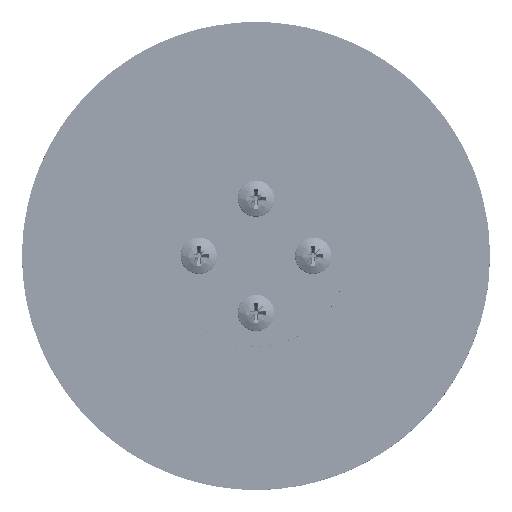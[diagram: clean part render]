
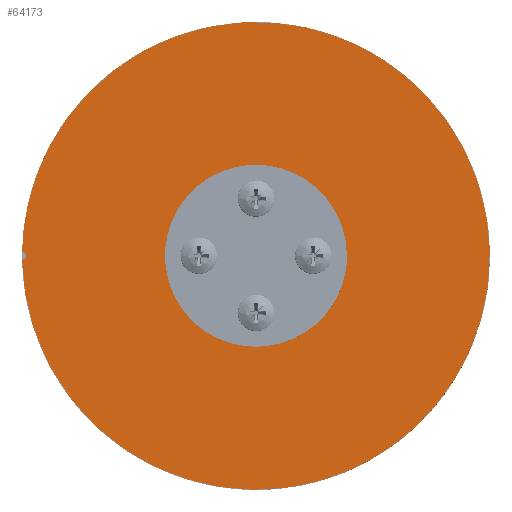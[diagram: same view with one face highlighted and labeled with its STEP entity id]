
A CAD part, top view. The second image highlights one B-rep face of the part: STEP entity #64173.
In plain terms, the highlighted free-form (B-spline) face has degree [1, 1] with [2, 2] control points.
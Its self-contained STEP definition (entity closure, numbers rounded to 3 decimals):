
#64132 = VERTEX_POINT('',#64133);
#64133 = CARTESIAN_POINT('',(-60.625,1.011,
    39.749));
#64138 = EDGE_CURVE('',#64132,#64139,#64141,.T.);
#64139 = VERTEX_POINT('',#64140);
#64140 = CARTESIAN_POINT('',(-60.625,-1.011,
    39.749));
#64141 = ( BOUNDED_CURVE() B_SPLINE_CURVE(2,(#64142,#64143,#64144,#64145
,#64146),.UNSPECIFIED.,.F.,.F.) B_SPLINE_CURVE_WITH_KNOTS((3,2,3),(0.,
1.562,3.125),.PIECEWISE_BEZIER_KNOTS.) CURVE() 
GEOMETRIC_REPRESENTATION_ITEM() RATIONAL_B_SPLINE_CURVE((1.,
0.71,1.,0.71,1.)) REPRESENTATION_ITEM('') );
#64142 = CARTESIAN_POINT('',(-60.625,1.011,
    39.749));
#64143 = CARTESIAN_POINT('',(-59.623,1.002,
    39.749));
#64144 = CARTESIAN_POINT('',(-59.623,0.,
    39.749));
#64145 = CARTESIAN_POINT('',(-59.623,-1.002,
    39.749));
#64146 = CARTESIAN_POINT('',(-60.625,-1.011,
    39.749));
#64173 = ADVANCED_FACE('',(#64174,#64187,#64201,#64215,#64229,#64243),
  #64257,.T.);
#64174 = FACE_BOUND('',#64175,.T.);
#64175 = EDGE_LOOP('',(#64176,#64177));
#64176 = ORIENTED_EDGE('',*,*,#64138,.T.);
#64177 = ORIENTED_EDGE('',*,*,#64178,.T.);
#64178 = EDGE_CURVE('',#64139,#64132,#64179,.T.);
#64179 = ( BOUNDED_CURVE() B_SPLINE_CURVE(2,(#64180,#64181,#64182,#64183
    ,#64184,#64185,#64186),.UNSPECIFIED.,.F.,.F.) 
B_SPLINE_CURVE_WITH_KNOTS((3,2,2,3),(3.158,5.242,
7.325,9.408),.PIECEWISE_BEZIER_KNOTS.) CURVE() 
GEOMETRIC_REPRESENTATION_ITEM() RATIONAL_B_SPLINE_CURVE((1.,
    0.505,1.,0.505,1.,0.505,1.)) 
REPRESENTATION_ITEM('') );
#64180 = CARTESIAN_POINT('',(-60.625,-1.011,
    39.749));
#64181 = CARTESIAN_POINT('',(-58.897,-104.682,
    39.749));
#64182 = CARTESIAN_POINT('',(30.608,-52.341,
    39.749));
#64183 = CARTESIAN_POINT('',(120.113,0.,
    39.749));
#64184 = CARTESIAN_POINT('',(30.608,52.341,
    39.749));
#64185 = CARTESIAN_POINT('',(-58.897,104.682,
    39.749));
#64186 = CARTESIAN_POINT('',(-60.625,1.011,
    39.749));
#64187 = FACE_BOUND('',#64188,.T.);
#64188 = EDGE_LOOP('',(#64189));
#64189 = ORIENTED_EDGE('',*,*,#64190,.T.);
#64190 = EDGE_CURVE('',#64191,#64191,#64193,.T.);
#64191 = VERTEX_POINT('',#64192);
#64192 = CARTESIAN_POINT('',(-6.737,0.,
    39.749));
#64193 = ( BOUNDED_CURVE() B_SPLINE_CURVE(2,(#64194,#64195,#64196,#64197
    ,#64198,#64199,#64200),.UNSPECIFIED.,.T.,.F.) 
B_SPLINE_CURVE_WITH_KNOTS((3,2,2,3),(3.142,5.236,
7.33,9.425),.PIECEWISE_BEZIER_KNOTS.) CURVE() 
GEOMETRIC_REPRESENTATION_ITEM() RATIONAL_B_SPLINE_CURVE((1.,0.5,1.,0.5,
1.,0.5,1.)) REPRESENTATION_ITEM('') );
#64194 = CARTESIAN_POINT('',(-6.737,0.,
    39.749));
#64195 = CARTESIAN_POINT('',(-6.737,11.669,
    39.749));
#64196 = CARTESIAN_POINT('',(3.369,5.834,
    39.749));
#64197 = CARTESIAN_POINT('',(13.474,0.,
    39.749));
#64198 = CARTESIAN_POINT('',(3.369,-5.834,
    39.749));
#64199 = CARTESIAN_POINT('',(-6.737,-11.669,
    39.749));
#64200 = CARTESIAN_POINT('',(-6.737,0.,
    39.749));
#64201 = FACE_BOUND('',#64202,.T.);
#64202 = EDGE_LOOP('',(#64203));
#64203 = ORIENTED_EDGE('',*,*,#64204,.T.);
#64204 = EDGE_CURVE('',#64205,#64205,#64207,.T.);
#64205 = VERTEX_POINT('',#64206);
#64206 = CARTESIAN_POINT('',(-17.718,0.,
    39.749));
#64207 = ( BOUNDED_CURVE() B_SPLINE_CURVE(2,(#64208,#64209,#64210,#64211
    ,#64212,#64213,#64214),.UNSPECIFIED.,.T.,.F.) 
B_SPLINE_CURVE_WITH_KNOTS((3,2,2,3),(3.142,5.236,
7.33,9.425),.PIECEWISE_BEZIER_KNOTS.) CURVE() 
GEOMETRIC_REPRESENTATION_ITEM() RATIONAL_B_SPLINE_CURVE((1.,0.5,1.,0.5,
1.,0.5,1.)) REPRESENTATION_ITEM('') );
#64208 = CARTESIAN_POINT('',(-17.718,0.,
    39.749));
#64209 = CARTESIAN_POINT('',(-17.718,5.018,
    39.749));
#64210 = CARTESIAN_POINT('',(-13.373,2.509,
    39.749));
#64211 = CARTESIAN_POINT('',(-9.028,0.,
    39.749));
#64212 = CARTESIAN_POINT('',(-13.373,-2.509,
    39.749));
#64213 = CARTESIAN_POINT('',(-17.718,-5.018,
    39.749));
#64214 = CARTESIAN_POINT('',(-17.718,0.,
    39.749));
#64215 = FACE_BOUND('',#64216,.T.);
#64216 = EDGE_LOOP('',(#64217));
#64217 = ORIENTED_EDGE('',*,*,#64218,.T.);
#64218 = EDGE_CURVE('',#64219,#64219,#64221,.T.);
#64219 = VERTEX_POINT('',#64220);
#64220 = CARTESIAN_POINT('',(-2.897,14.822,
    39.749));
#64221 = ( BOUNDED_CURVE() B_SPLINE_CURVE(2,(#64222,#64223,#64224,#64225
    ,#64226,#64227,#64228),.UNSPECIFIED.,.T.,.F.) 
B_SPLINE_CURVE_WITH_KNOTS((3,2,2,3),(3.142,5.236,
7.33,9.425),.PIECEWISE_BEZIER_KNOTS.) CURVE() 
GEOMETRIC_REPRESENTATION_ITEM() RATIONAL_B_SPLINE_CURVE((1.,0.5,1.,0.5,
1.,0.5,1.)) REPRESENTATION_ITEM('') );
#64222 = CARTESIAN_POINT('',(-2.897,14.822,
    39.749));
#64223 = CARTESIAN_POINT('',(-2.897,19.839,
    39.749));
#64224 = CARTESIAN_POINT('',(1.448,17.33,
    39.749));
#64225 = CARTESIAN_POINT('',(5.794,14.822,
    39.749));
#64226 = CARTESIAN_POINT('',(1.448,12.313,
    39.749));
#64227 = CARTESIAN_POINT('',(-2.897,9.804,
    39.749));
#64228 = CARTESIAN_POINT('',(-2.897,14.822,
    39.749));
#64229 = FACE_BOUND('',#64230,.T.);
#64230 = EDGE_LOOP('',(#64231));
#64231 = ORIENTED_EDGE('',*,*,#64232,.T.);
#64232 = EDGE_CURVE('',#64233,#64233,#64235,.T.);
#64233 = VERTEX_POINT('',#64234);
#64234 = CARTESIAN_POINT('',(-2.897,-14.822,
    39.749));
#64235 = ( BOUNDED_CURVE() B_SPLINE_CURVE(2,(#64236,#64237,#64238,#64239
    ,#64240,#64241,#64242),.UNSPECIFIED.,.T.,.F.) 
B_SPLINE_CURVE_WITH_KNOTS((3,2,2,3),(3.142,5.236,
7.33,9.425),.PIECEWISE_BEZIER_KNOTS.) CURVE() 
GEOMETRIC_REPRESENTATION_ITEM() RATIONAL_B_SPLINE_CURVE((1.,0.5,1.,0.5,
1.,0.5,1.)) REPRESENTATION_ITEM('') );
#64236 = CARTESIAN_POINT('',(-2.897,-14.822,
    39.749));
#64237 = CARTESIAN_POINT('',(-2.897,-9.804,
    39.749));
#64238 = CARTESIAN_POINT('',(1.448,-12.313,
    39.749));
#64239 = CARTESIAN_POINT('',(5.794,-14.822,
    39.749));
#64240 = CARTESIAN_POINT('',(1.448,-17.33,
    39.749));
#64241 = CARTESIAN_POINT('',(-2.897,-19.839,
    39.749));
#64242 = CARTESIAN_POINT('',(-2.897,-14.822,
    39.749));
#64243 = FACE_BOUND('',#64244,.T.);
#64244 = EDGE_LOOP('',(#64245));
#64245 = ORIENTED_EDGE('',*,*,#64246,.T.);
#64246 = EDGE_CURVE('',#64247,#64247,#64249,.T.);
#64247 = VERTEX_POINT('',#64248);
#64248 = CARTESIAN_POINT('',(11.925,0.,
    39.749));
#64249 = ( BOUNDED_CURVE() B_SPLINE_CURVE(2,(#64250,#64251,#64252,#64253
    ,#64254,#64255,#64256),.UNSPECIFIED.,.T.,.F.) 
B_SPLINE_CURVE_WITH_KNOTS((3,2,2,3),(3.142,5.236,
7.33,9.425),.PIECEWISE_BEZIER_KNOTS.) CURVE() 
GEOMETRIC_REPRESENTATION_ITEM() RATIONAL_B_SPLINE_CURVE((1.,0.5,1.,0.5,
1.,0.5,1.)) REPRESENTATION_ITEM('') );
#64250 = CARTESIAN_POINT('',(11.925,0.,
    39.749));
#64251 = CARTESIAN_POINT('',(11.925,5.018,
    39.749));
#64252 = CARTESIAN_POINT('',(16.27,2.509,
    39.749));
#64253 = CARTESIAN_POINT('',(20.615,0.,
    39.749));
#64254 = CARTESIAN_POINT('',(16.27,-2.509,
    39.749));
#64255 = CARTESIAN_POINT('',(11.925,-5.018,
    39.749));
#64256 = CARTESIAN_POINT('',(11.925,0.,
    39.749));
#64257 = B_SPLINE_SURFACE_WITH_KNOTS('',1,1,(
    (#64258,#64259)
    ,(#64260,#64261
    )),.UNSPECIFIED.,.F.,.F.,.F.,(2,2),(2,2),(-44.994,45.),(-45.,45.),
  .PIECEWISE_BEZIER_KNOTS.);
#64258 = CARTESIAN_POINT('',(-60.625,-60.634,
    39.749));
#64259 = CARTESIAN_POINT('',(-60.625,60.634,
    39.749));
#64260 = CARTESIAN_POINT('',(60.634,-60.634,
    39.749));
#64261 = CARTESIAN_POINT('',(60.634,60.634,
    39.749));
